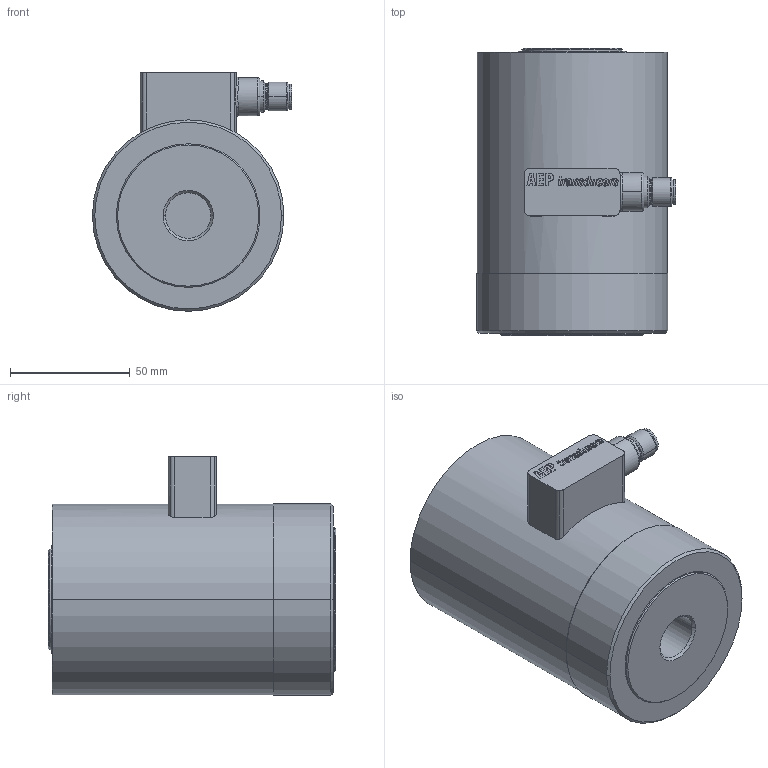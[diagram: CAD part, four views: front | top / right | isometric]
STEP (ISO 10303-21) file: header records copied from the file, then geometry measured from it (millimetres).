
FILE_DESCRIPTION(('STEP AP214'),'1');
FILE_NAME('CLB 30kN.stp','2015-05-18T07:16:10',(' '),(' '),'Spatial InterOp 3D',' ',' ');
FILE_SCHEMA(('automotive_design'));
Length unit declared in the file: metre
Products named in the file (1): Box
Bounding box: 83.2 x 120 x 99.69 mm (x, y, z)
Volume: 590920.8 mm3; surface area: 53003.4 mm2
Topology: 1 solids, 3 shells, 279 faces, 701 edges, 459 vertices
Faces by surface type: plane 148, cylinder 49, extrusion 42, cone 20, torus 18, bspline 2
Entity records: 11396 total; most frequent: CARTESIAN_POINT 2471, ORIENTED_EDGE 1402, DIRECTION 1286, EDGE_CURVE 701, VECTOR 480, VERTEX_POINT 459, LINE 438, AXIS2_PLACEMENT_3D 403
